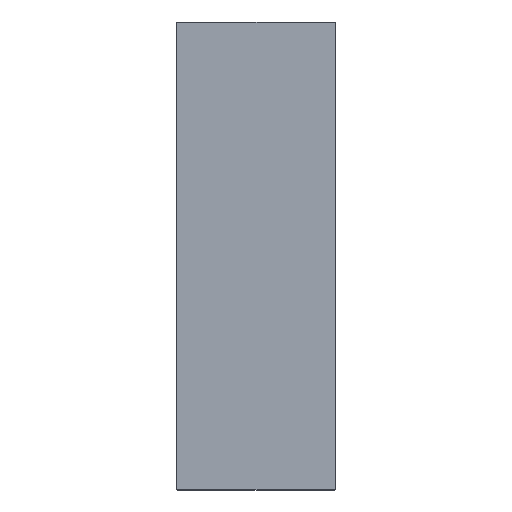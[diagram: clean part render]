
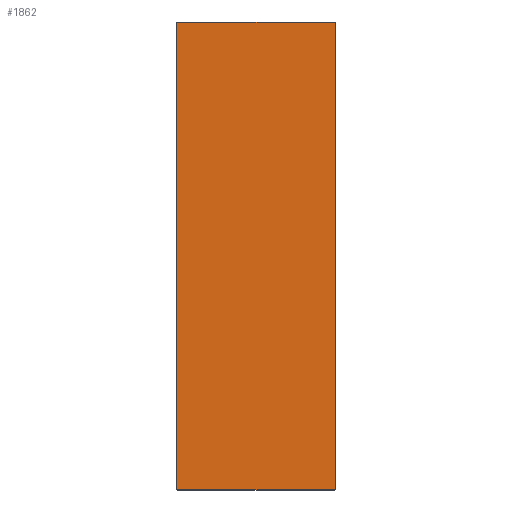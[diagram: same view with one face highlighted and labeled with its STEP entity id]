
A CAD part, left-side view. The second image highlights one B-rep face of the part: STEP entity #1862.
In plain terms, the highlighted planar face has unit normal (-1, 0, 0).
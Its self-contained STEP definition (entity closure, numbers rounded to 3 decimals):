
#16 = DIRECTION ( 'NONE',  ( 0., 0., 1. ) ) ;
#66 = ORIENTED_EDGE ( 'NONE', *, *, #2724, .T. ) ;
#73 = EDGE_CURVE ( 'NONE', #488, #1050, #2261, .T. ) ;
#87 = ORIENTED_EDGE ( 'NONE', *, *, #2930, .F. ) ;
#110 = VERTEX_POINT ( 'NONE', #702 ) ;
#172 = ORIENTED_EDGE ( 'NONE', *, *, #73, .F. ) ;
#227 = DIRECTION ( 'NONE',  ( 0., 1., 0. ) ) ;
#241 = EDGE_CURVE ( 'NONE', #488, #933, #783, .T. ) ;
#404 = CARTESIAN_POINT ( 'NONE',  ( -1.6, -0.275, -0.8 ) ) ;
#411 = ORIENTED_EDGE ( 'NONE', *, *, #1728, .T. ) ;
#413 = DIRECTION ( 'NONE',  ( -1., 0., 0. ) ) ;
#488 = VERTEX_POINT ( 'NONE', #712 ) ;
#544 = PLANE ( 'NONE',  #2477 ) ;
#565 = LINE ( 'NONE', #2955, #2740 ) ;
#596 = DIRECTION ( 'NONE',  ( -1., 0., 0. ) ) ;
#702 = CARTESIAN_POINT ( 'NONE',  ( -1.6, 0.275, 0.8 ) ) ;
#712 = CARTESIAN_POINT ( 'NONE',  ( -1.6, -0.27, -0.805 ) ) ;
#728 = AXIS2_PLACEMENT_3D ( 'NONE', #1073, #596, #1792 ) ;
#734 = DIRECTION ( 'NONE',  ( 0., 0., -1. ) ) ;
#772 = CARTESIAN_POINT ( 'NONE',  ( -1.6, -0.275, -0.8 ) ) ;
#783 = CIRCLE ( 'NONE', #728, 0.005 ) ;
#811 = CARTESIAN_POINT ( 'NONE',  ( -1.6, 0.275, -0.8 ) ) ;
#877 = FACE_OUTER_BOUND ( 'NONE', #1363, .T. ) ;
#916 = DIRECTION ( 'NONE',  ( 0., 0., -1. ) ) ;
#933 = VERTEX_POINT ( 'NONE', #404 ) ;
#1050 = VERTEX_POINT ( 'NONE', #2626 ) ;
#1056 = CARTESIAN_POINT ( 'NONE',  ( -1.6, -0.27, 0.805 ) ) ;
#1061 = EDGE_CURVE ( 'NONE', #1127, #2779, #1112, .T. ) ;
#1073 = CARTESIAN_POINT ( 'NONE',  ( -1.6, -0.27, -0.8 ) ) ;
#1112 = LINE ( 'NONE', #2122, #1605 ) ;
#1127 = VERTEX_POINT ( 'NONE', #1056 ) ;
#1189 = DIRECTION ( 'NONE',  ( -1., 0., 0. ) ) ;
#1220 = LINE ( 'NONE', #772, #2556 ) ;
#1363 = EDGE_LOOP ( 'NONE', ( #411, #2143, #2850, #66, #87, #1382, #172, #1427 ) ) ;
#1368 = CARTESIAN_POINT ( 'NONE',  ( -1.6, 0.27, 0.8 ) ) ;
#1382 = ORIENTED_EDGE ( 'NONE', *, *, #2528, .T. ) ;
#1427 = ORIENTED_EDGE ( 'NONE', *, *, #241, .T. ) ;
#1453 = DIRECTION ( 'NONE',  ( 0., 0., 1. ) ) ;
#1573 = VECTOR ( 'NONE', #227, 1000. ) ;
#1594 = DIRECTION ( 'NONE',  ( 0., 0., -1. ) ) ;
#1605 = VECTOR ( 'NONE', #2879, 1000. ) ;
#1728 = EDGE_CURVE ( 'NONE', #933, #2360, #1220, .T. ) ;
#1792 = DIRECTION ( 'NONE',  ( 0., 0., -1. ) ) ;
#1829 = AXIS2_PLACEMENT_3D ( 'NONE', #2576, #2300, #1594 ) ;
#1862 = ADVANCED_FACE ( 'NONE', ( #877 ), #544, .F. ) ;
#1940 = CARTESIAN_POINT ( 'NONE',  ( -1.6, -0.275, 0.8 ) ) ;
#2113 = CIRCLE ( 'NONE', #2894, 0.005 ) ;
#2122 = CARTESIAN_POINT ( 'NONE',  ( -1.6, -0.275, 0.805 ) ) ;
#2143 = ORIENTED_EDGE ( 'NONE', *, *, #2777, .T. ) ;
#2261 = LINE ( 'NONE', #3166, #1573 ) ;
#2282 = DIRECTION ( 'NONE',  ( 0., 0., -1. ) ) ;
#2300 = DIRECTION ( 'NONE',  ( -1., 0., 0. ) ) ;
#2360 = VERTEX_POINT ( 'NONE', #1940 ) ;
#2409 = CARTESIAN_POINT ( 'NONE',  ( -1.6, -0.27, 0.8 ) ) ;
#2477 = AXIS2_PLACEMENT_3D ( 'NONE', #811, #2519, #2282 ) ;
#2519 = DIRECTION ( 'NONE',  ( 1., 0., 0. ) ) ;
#2528 = EDGE_CURVE ( 'NONE', #2944, #1050, #3099, .T. ) ;
#2556 = VECTOR ( 'NONE', #1453, 1000. ) ;
#2576 = CARTESIAN_POINT ( 'NONE',  ( -1.6, 0.27, -0.8 ) ) ;
#2626 = CARTESIAN_POINT ( 'NONE',  ( -1.6, 0.27, -0.805 ) ) ;
#2633 = CARTESIAN_POINT ( 'NONE',  ( -1.6, 0.27, 0.805 ) ) ;
#2724 = EDGE_CURVE ( 'NONE', #2779, #110, #2113, .T. ) ;
#2740 = VECTOR ( 'NONE', #16, 1000. ) ;
#2777 = EDGE_CURVE ( 'NONE', #2360, #1127, #3189, .T. ) ;
#2779 = VERTEX_POINT ( 'NONE', #2633 ) ;
#2850 = ORIENTED_EDGE ( 'NONE', *, *, #1061, .T. ) ;
#2879 = DIRECTION ( 'NONE',  ( 0., 1., 0. ) ) ;
#2894 = AXIS2_PLACEMENT_3D ( 'NONE', #1368, #413, #916 ) ;
#2930 = EDGE_CURVE ( 'NONE', #2944, #110, #565, .T. ) ;
#2944 = VERTEX_POINT ( 'NONE', #2998 ) ;
#2955 = CARTESIAN_POINT ( 'NONE',  ( -1.6, 0.275, -0.8 ) ) ;
#2998 = CARTESIAN_POINT ( 'NONE',  ( -1.6, 0.275, -0.8 ) ) ;
#3062 = AXIS2_PLACEMENT_3D ( 'NONE', #2409, #1189, #734 ) ;
#3099 = CIRCLE ( 'NONE', #1829, 0.005 ) ;
#3166 = CARTESIAN_POINT ( 'NONE',  ( -1.6, -0.275, -0.805 ) ) ;
#3189 = CIRCLE ( 'NONE', #3062, 0.005 ) ;
